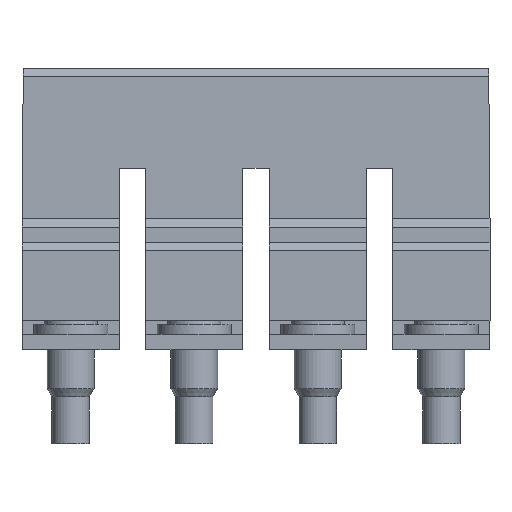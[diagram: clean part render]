
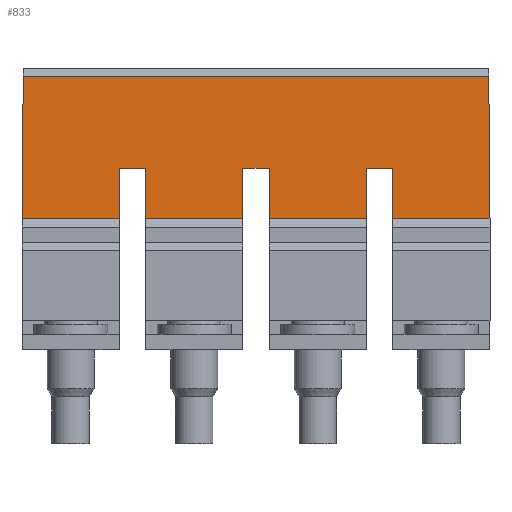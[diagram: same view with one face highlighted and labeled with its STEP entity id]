
A CAD part, front view. The second image highlights one B-rep face of the part: STEP entity #833.
In plain terms, the highlighted planar face has unit normal (0, -1, 0.009).
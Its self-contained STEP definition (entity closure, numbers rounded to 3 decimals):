
#714=AXIS2_PLACEMENT_3D('Plane Axis2P3D',#711,#712,#713) ;
#167=CARTESIAN_POINT('Vertex',(0.,5.445,14.4)) ;
#240=CARTESIAN_POINT('Vertex',(6.23,5.473,17.6)) ;
#243=CARTESIAN_POINT('Line Origine',(6.23,5.459,16.)) ;
#247=CARTESIAN_POINT('Vertex',(6.23,5.445,14.4)) ;
#414=CARTESIAN_POINT('Vertex',(0.079,5.524,23.5)) ;
#436=CARTESIAN_POINT('Line Origine',(0.04,5.485,18.95)) ;
#455=CARTESIAN_POINT('Line Origine',(3.115,5.445,14.4)) ;
#683=CARTESIAN_POINT('Line Origine',(6.648,5.473,17.6)) ;
#687=CARTESIAN_POINT('Vertex',(7.065,5.473,17.6)) ;
#694=CARTESIAN_POINT('Vertex',(7.9,5.473,17.6)) ;
#697=CARTESIAN_POINT('Line Origine',(7.483,5.473,17.6)) ;
#711=CARTESIAN_POINT('Axis2P3D Location',(22.03,5.524,23.5)) ;
#716=CARTESIAN_POINT('Line Origine',(7.9,5.459,16.)) ;
#720=CARTESIAN_POINT('Vertex',(7.9,5.445,14.4)) ;
#723=CARTESIAN_POINT('Line Origine',(11.015,5.445,14.4)) ;
#727=CARTESIAN_POINT('Vertex',(14.13,5.445,14.4)) ;
#730=CARTESIAN_POINT('Line Origine',(14.13,5.459,16.)) ;
#734=CARTESIAN_POINT('Vertex',(14.13,5.473,17.6)) ;
#737=CARTESIAN_POINT('Line Origine',(14.548,5.473,17.6)) ;
#741=CARTESIAN_POINT('Vertex',(14.965,5.473,17.6)) ;
#744=CARTESIAN_POINT('Line Origine',(15.383,5.473,17.6)) ;
#748=CARTESIAN_POINT('Vertex',(15.8,5.473,17.6)) ;
#751=CARTESIAN_POINT('Line Origine',(15.8,5.459,16.)) ;
#755=CARTESIAN_POINT('Vertex',(15.8,5.445,14.4)) ;
#758=CARTESIAN_POINT('Line Origine',(18.915,5.445,14.4)) ;
#762=CARTESIAN_POINT('Vertex',(22.03,5.445,14.4)) ;
#765=CARTESIAN_POINT('Line Origine',(22.03,5.459,16.)) ;
#769=CARTESIAN_POINT('Vertex',(22.03,5.473,17.6)) ;
#772=CARTESIAN_POINT('Line Origine',(22.448,5.473,17.6)) ;
#776=CARTESIAN_POINT('Vertex',(22.865,5.473,17.6)) ;
#779=CARTESIAN_POINT('Line Origine',(23.283,5.473,17.6)) ;
#783=CARTESIAN_POINT('Vertex',(23.7,5.473,17.6)) ;
#786=CARTESIAN_POINT('Line Origine',(23.7,5.459,16.)) ;
#790=CARTESIAN_POINT('Vertex',(23.7,5.445,14.4)) ;
#793=CARTESIAN_POINT('Line Origine',(26.815,5.445,14.4)) ;
#797=CARTESIAN_POINT('Vertex',(29.93,5.445,14.4)) ;
#800=CARTESIAN_POINT('Line Origine',(29.89,5.485,18.95)) ;
#804=CARTESIAN_POINT('Vertex',(29.851,5.524,23.5)) ;
#807=CARTESIAN_POINT('Line Origine',(14.965,5.524,23.5)) ;
#244=DIRECTION('Vector Direction',(0.,-0.009,-1.)) ;
#437=DIRECTION('Vector Direction',(0.009,0.009,1.)) ;
#456=DIRECTION('Vector Direction',(-1.,0.,0.)) ;
#684=DIRECTION('Vector Direction',(-1.,0.,0.)) ;
#698=DIRECTION('Vector Direction',(-1.,0.,0.)) ;
#712=DIRECTION('Axis2P3D Direction',(0.,-1.,0.009)) ;
#713=DIRECTION('Axis2P3D XDirection',(0.,-0.009,-1.)) ;
#717=DIRECTION('Vector Direction',(0.,0.009,1.)) ;
#724=DIRECTION('Vector Direction',(1.,0.,0.)) ;
#731=DIRECTION('Vector Direction',(0.,-0.009,-1.)) ;
#738=DIRECTION('Vector Direction',(-1.,0.,0.)) ;
#745=DIRECTION('Vector Direction',(-1.,0.,0.)) ;
#752=DIRECTION('Vector Direction',(0.,0.009,1.)) ;
#759=DIRECTION('Vector Direction',(1.,0.,0.)) ;
#766=DIRECTION('Vector Direction',(0.,-0.009,-1.)) ;
#773=DIRECTION('Vector Direction',(-1.,0.,0.)) ;
#780=DIRECTION('Vector Direction',(-1.,0.,0.)) ;
#787=DIRECTION('Vector Direction',(0.,0.009,1.)) ;
#794=DIRECTION('Vector Direction',(1.,0.,0.)) ;
#801=DIRECTION('Vector Direction',(-0.009,0.009,1.)) ;
#808=DIRECTION('Vector Direction',(1.,0.,0.)) ;
#245=VECTOR('Line Direction',#244,1.) ;
#438=VECTOR('Line Direction',#437,1.) ;
#457=VECTOR('Line Direction',#456,1.) ;
#685=VECTOR('Line Direction',#684,1.) ;
#699=VECTOR('Line Direction',#698,1.) ;
#718=VECTOR('Line Direction',#717,1.) ;
#725=VECTOR('Line Direction',#724,1.) ;
#732=VECTOR('Line Direction',#731,1.) ;
#739=VECTOR('Line Direction',#738,1.) ;
#746=VECTOR('Line Direction',#745,1.) ;
#753=VECTOR('Line Direction',#752,1.) ;
#760=VECTOR('Line Direction',#759,1.) ;
#767=VECTOR('Line Direction',#766,1.) ;
#774=VECTOR('Line Direction',#773,1.) ;
#781=VECTOR('Line Direction',#780,1.) ;
#788=VECTOR('Line Direction',#787,1.) ;
#795=VECTOR('Line Direction',#794,1.) ;
#802=VECTOR('Line Direction',#801,1.) ;
#809=VECTOR('Line Direction',#808,1.) ;
#813=ORIENTED_EDGE('',*,*,#701,.F.) ;
#814=ORIENTED_EDGE('',*,*,#722,.F.) ;
#815=ORIENTED_EDGE('',*,*,#729,.T.) ;
#816=ORIENTED_EDGE('',*,*,#736,.F.) ;
#817=ORIENTED_EDGE('',*,*,#743,.F.) ;
#818=ORIENTED_EDGE('',*,*,#750,.F.) ;
#819=ORIENTED_EDGE('',*,*,#757,.F.) ;
#820=ORIENTED_EDGE('',*,*,#764,.T.) ;
#821=ORIENTED_EDGE('',*,*,#771,.F.) ;
#822=ORIENTED_EDGE('',*,*,#778,.F.) ;
#823=ORIENTED_EDGE('',*,*,#785,.F.) ;
#824=ORIENTED_EDGE('',*,*,#792,.F.) ;
#825=ORIENTED_EDGE('',*,*,#799,.T.) ;
#826=ORIENTED_EDGE('',*,*,#806,.T.) ;
#827=ORIENTED_EDGE('',*,*,#811,.F.) ;
#828=ORIENTED_EDGE('',*,*,#440,.F.) ;
#829=ORIENTED_EDGE('',*,*,#459,.T.) ;
#830=ORIENTED_EDGE('',*,*,#249,.F.) ;
#831=ORIENTED_EDGE('',*,*,#689,.F.) ;
#833=ADVANCED_FACE('KU_WQV6/4',(#832),#715,.T.) ;
#249=EDGE_CURVE('',#241,#248,#246,.T.) ;
#440=EDGE_CURVE('',#168,#415,#439,.T.) ;
#459=EDGE_CURVE('',#168,#248,#458,.F.) ;
#689=EDGE_CURVE('',#688,#241,#686,.T.) ;
#701=EDGE_CURVE('',#695,#688,#700,.T.) ;
#722=EDGE_CURVE('',#721,#695,#719,.T.) ;
#729=EDGE_CURVE('',#721,#728,#726,.T.) ;
#736=EDGE_CURVE('',#735,#728,#733,.T.) ;
#743=EDGE_CURVE('',#742,#735,#740,.T.) ;
#750=EDGE_CURVE('',#749,#742,#747,.T.) ;
#757=EDGE_CURVE('',#756,#749,#754,.T.) ;
#764=EDGE_CURVE('',#756,#763,#761,.T.) ;
#771=EDGE_CURVE('',#770,#763,#768,.T.) ;
#778=EDGE_CURVE('',#777,#770,#775,.T.) ;
#785=EDGE_CURVE('',#784,#777,#782,.T.) ;
#792=EDGE_CURVE('',#791,#784,#789,.T.) ;
#799=EDGE_CURVE('',#791,#798,#796,.T.) ;
#806=EDGE_CURVE('',#798,#805,#803,.T.) ;
#811=EDGE_CURVE('',#415,#805,#810,.T.) ;
#812=EDGE_LOOP('',(#813,#814,#815,#816,#817,#818,#819,#820,#821,#822,#823,#824,#825,#826,#827,#828,#829,#830,#831)) ;
#832=FACE_OUTER_BOUND('',#812,.T.) ;
#246=LINE('Line',#243,#245) ;
#439=LINE('Line',#436,#438) ;
#458=LINE('Line',#455,#457) ;
#686=LINE('Line',#683,#685) ;
#700=LINE('Line',#697,#699) ;
#719=LINE('Line',#716,#718) ;
#726=LINE('Line',#723,#725) ;
#733=LINE('Line',#730,#732) ;
#740=LINE('Line',#737,#739) ;
#747=LINE('Line',#744,#746) ;
#754=LINE('Line',#751,#753) ;
#761=LINE('Line',#758,#760) ;
#768=LINE('Line',#765,#767) ;
#775=LINE('Line',#772,#774) ;
#782=LINE('Line',#779,#781) ;
#789=LINE('Line',#786,#788) ;
#796=LINE('Line',#793,#795) ;
#803=LINE('Line',#800,#802) ;
#810=LINE('Line',#807,#809) ;
#715=PLANE('',#714) ;
#168=VERTEX_POINT('',#167) ;
#241=VERTEX_POINT('',#240) ;
#248=VERTEX_POINT('',#247) ;
#415=VERTEX_POINT('',#414) ;
#688=VERTEX_POINT('',#687) ;
#695=VERTEX_POINT('',#694) ;
#721=VERTEX_POINT('',#720) ;
#728=VERTEX_POINT('',#727) ;
#735=VERTEX_POINT('',#734) ;
#742=VERTEX_POINT('',#741) ;
#749=VERTEX_POINT('',#748) ;
#756=VERTEX_POINT('',#755) ;
#763=VERTEX_POINT('',#762) ;
#770=VERTEX_POINT('',#769) ;
#777=VERTEX_POINT('',#776) ;
#784=VERTEX_POINT('',#783) ;
#791=VERTEX_POINT('',#790) ;
#798=VERTEX_POINT('',#797) ;
#805=VERTEX_POINT('',#804) ;
